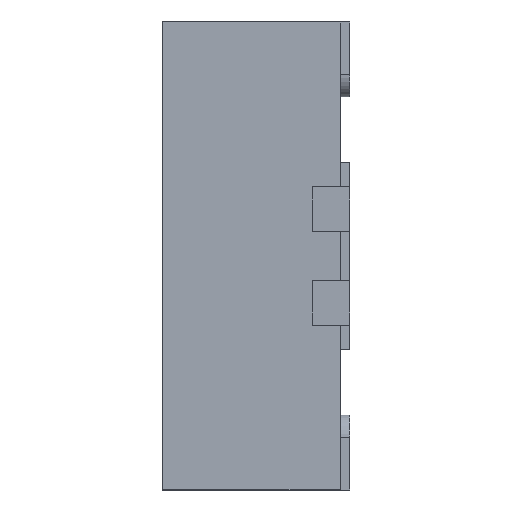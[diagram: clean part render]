
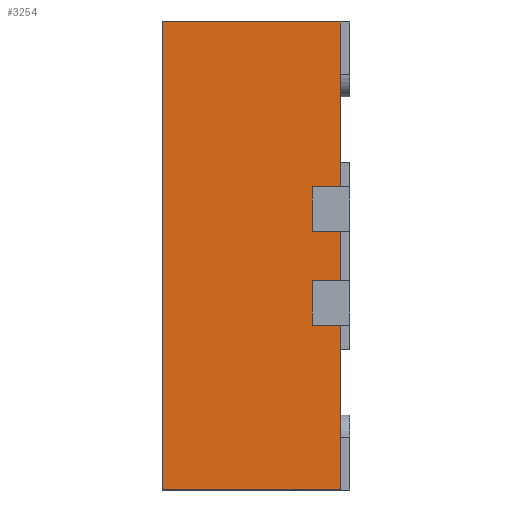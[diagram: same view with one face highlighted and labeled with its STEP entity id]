
A CAD part, left-side view. The second image highlights one B-rep face of the part: STEP entity #3254.
In plain terms, the highlighted planar face has unit normal (-1, 0, 0).
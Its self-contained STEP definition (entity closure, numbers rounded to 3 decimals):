
#111 = ORIENTED_EDGE ( 'NONE', *, *, #4260, .T. ) ;
#150 = PLANE ( 'NONE',  #4963 ) ;
#237 = DIRECTION ( 'NONE',  ( 0., 0., 1. ) ) ;
#423 = FACE_OUTER_BOUND ( 'NONE', #2146, .T. ) ;
#543 = ORIENTED_EDGE ( 'NONE', *, *, #4954, .T. ) ;
#635 = ORIENTED_EDGE ( 'NONE', *, *, #5468, .T. ) ;
#674 = VECTOR ( 'NONE', #5680, 1000. ) ;
#971 = VERTEX_POINT ( 'NONE', #6830 ) ;
#1090 = CARTESIAN_POINT ( 'NONE',  ( -1.75, 0.2, -0.37 ) ) ;
#1124 = VERTEX_POINT ( 'NONE', #3635 ) ;
#1225 = CARTESIAN_POINT ( 'NONE',  ( -1.75, 0.666, -0.13 ) ) ;
#1291 = VERTEX_POINT ( 'NONE', #1090 ) ;
#1385 = VECTOR ( 'NONE', #3777, 1000. ) ;
#1388 = CARTESIAN_POINT ( 'NONE',  ( -1.75, 0.05, 1.25 ) ) ;
#1445 = VERTEX_POINT ( 'NONE', #3528 ) ;
#1462 = VERTEX_POINT ( 'NONE', #4056 ) ;
#1500 = VERTEX_POINT ( 'NONE', #2975 ) ;
#1552 = EDGE_CURVE ( 'NONE', #5571, #3407, #2447, .T. ) ;
#1654 = VECTOR ( 'NONE', #6584, 1000. ) ;
#1717 = LINE ( 'NONE', #1225, #7228 ) ;
#1798 = DIRECTION ( 'NONE',  ( 0., -1., 0. ) ) ;
#1879 = VECTOR ( 'NONE', #3609, 1000. ) ;
#1920 = CARTESIAN_POINT ( 'NONE',  ( -1.75, 0.666, 0.37 ) ) ;
#1995 = LINE ( 'NONE', #2198, #1654 ) ;
#2146 = EDGE_LOOP ( 'NONE', ( #7154, #4153, #5559, #2763, #4903, #5054, #543, #111, #7231, #5511, #3748, #635 ) ) ;
#2198 = CARTESIAN_POINT ( 'NONE',  ( -1.75, 0.666, -0.37 ) ) ;
#2290 = EDGE_CURVE ( 'NONE', #1445, #971, #3194, .T. ) ;
#2324 = LINE ( 'NONE', #6066, #4990 ) ;
#2447 = LINE ( 'NONE', #4174, #6847 ) ;
#2519 = VECTOR ( 'NONE', #237, 1000. ) ;
#2689 = LINE ( 'NONE', #3881, #1385 ) ;
#2706 = EDGE_CURVE ( 'NONE', #1500, #6920, #3491, .T. ) ;
#2763 = ORIENTED_EDGE ( 'NONE', *, *, #6521, .T. ) ;
#2818 = CARTESIAN_POINT ( 'NONE',  ( -1.75, 0.05, 1.25 ) ) ;
#2975 = CARTESIAN_POINT ( 'NONE',  ( -1.75, 0.2, 0.13 ) ) ;
#2980 = CARTESIAN_POINT ( 'NONE',  ( -1.75, 0.2, -0.13 ) ) ;
#3052 = DIRECTION ( 'NONE',  ( 0., 0., 1. ) ) ;
#3194 = LINE ( 'NONE', #1920, #5664 ) ;
#3254 = ADVANCED_FACE ( 'NONE', ( #423 ), #150, .F. ) ;
#3407 = VERTEX_POINT ( 'NONE', #6148 ) ;
#3491 = LINE ( 'NONE', #6003, #5794 ) ;
#3515 = DIRECTION ( 'NONE',  ( 0., 0., -1. ) ) ;
#3528 = CARTESIAN_POINT ( 'NONE',  ( -1.75, 0.2, 0.37 ) ) ;
#3586 = EDGE_CURVE ( 'NONE', #3407, #1462, #4984, .T. ) ;
#3609 = DIRECTION ( 'NONE',  ( 0., 0., 1. ) ) ;
#3635 = CARTESIAN_POINT ( 'NONE',  ( -1.75, 0.05, -0.37 ) ) ;
#3748 = ORIENTED_EDGE ( 'NONE', *, *, #4206, .T. ) ;
#3753 = VERTEX_POINT ( 'NONE', #5502 ) ;
#3777 = DIRECTION ( 'NONE',  ( 0., -1., 0. ) ) ;
#3881 = CARTESIAN_POINT ( 'NONE',  ( -1.75, 6.301, -1.25 ) ) ;
#3941 = CARTESIAN_POINT ( 'NONE',  ( -1.75, 0.05, 0.13 ) ) ;
#4056 = CARTESIAN_POINT ( 'NONE',  ( -1.75, 0.05, 1.25 ) ) ;
#4077 = EDGE_CURVE ( 'NONE', #1291, #1124, #1995, .T. ) ;
#4101 = VERTEX_POINT ( 'NONE', #7200 ) ;
#4153 = ORIENTED_EDGE ( 'NONE', *, *, #4931, .T. ) ;
#4174 = CARTESIAN_POINT ( 'NONE',  ( -1.75, 1., 1.25 ) ) ;
#4206 = EDGE_CURVE ( 'NONE', #3753, #4818, #1717, .T. ) ;
#4215 = DIRECTION ( 'NONE',  ( 0., -1., 0. ) ) ;
#4260 = EDGE_CURVE ( 'NONE', #4101, #1124, #7085, .T. ) ;
#4388 = CARTESIAN_POINT ( 'NONE',  ( -1.75, 0.05, 1.25 ) ) ;
#4602 = CARTESIAN_POINT ( 'NONE',  ( -1.75, 0.05, -0.13 ) ) ;
#4620 = VECTOR ( 'NONE', #6766, 1000. ) ;
#4640 = CARTESIAN_POINT ( 'NONE',  ( -1.75, 6.301, 1.25 ) ) ;
#4818 = VERTEX_POINT ( 'NONE', #4602 ) ;
#4903 = ORIENTED_EDGE ( 'NONE', *, *, #3586, .F. ) ;
#4931 = EDGE_CURVE ( 'NONE', #1500, #1445, #2324, .T. ) ;
#4954 = EDGE_CURVE ( 'NONE', #5571, #4101, #2689, .T. ) ;
#4963 = AXIS2_PLACEMENT_3D ( 'NONE', #4640, #6855, #3515 ) ;
#4967 = LINE ( 'NONE', #2818, #4620 ) ;
#4984 = LINE ( 'NONE', #6118, #674 ) ;
#4990 = VECTOR ( 'NONE', #4992, 1000. ) ;
#4992 = DIRECTION ( 'NONE',  ( 0., 0., 1. ) ) ;
#5054 = ORIENTED_EDGE ( 'NONE', *, *, #1552, .F. ) ;
#5070 = LINE ( 'NONE', #2980, #1879 ) ;
#5265 = EDGE_CURVE ( 'NONE', #1291, #3753, #5070, .T. ) ;
#5468 = EDGE_CURVE ( 'NONE', #4818, #6920, #4967, .T. ) ;
#5502 = CARTESIAN_POINT ( 'NONE',  ( -1.75, 0.2, -0.13 ) ) ;
#5511 = ORIENTED_EDGE ( 'NONE', *, *, #5265, .T. ) ;
#5559 = ORIENTED_EDGE ( 'NONE', *, *, #2290, .T. ) ;
#5571 = VERTEX_POINT ( 'NONE', #5768 ) ;
#5664 = VECTOR ( 'NONE', #4215, 1000. ) ;
#5680 = DIRECTION ( 'NONE',  ( 0., -1., 0. ) ) ;
#5717 = LINE ( 'NONE', #4388, #5892 ) ;
#5768 = CARTESIAN_POINT ( 'NONE',  ( -1.75, 1., -1.25 ) ) ;
#5794 = VECTOR ( 'NONE', #5889, 1000. ) ;
#5889 = DIRECTION ( 'NONE',  ( 0., -1., 0. ) ) ;
#5892 = VECTOR ( 'NONE', #6682, 1000. ) ;
#6003 = CARTESIAN_POINT ( 'NONE',  ( -1.75, 0.666, 0.13 ) ) ;
#6066 = CARTESIAN_POINT ( 'NONE',  ( -1.75, 0.2, 0.37 ) ) ;
#6118 = CARTESIAN_POINT ( 'NONE',  ( -1.75, 6.301, 1.25 ) ) ;
#6148 = CARTESIAN_POINT ( 'NONE',  ( -1.75, 1., 1.25 ) ) ;
#6521 = EDGE_CURVE ( 'NONE', #971, #1462, #5717, .T. ) ;
#6584 = DIRECTION ( 'NONE',  ( 0., -1., 0. ) ) ;
#6682 = DIRECTION ( 'NONE',  ( 0., 0., 1. ) ) ;
#6766 = DIRECTION ( 'NONE',  ( 0., 0., 1. ) ) ;
#6830 = CARTESIAN_POINT ( 'NONE',  ( -1.75, 0.05, 0.37 ) ) ;
#6847 = VECTOR ( 'NONE', #3052, 1000. ) ;
#6855 = DIRECTION ( 'NONE',  ( 1., 0., 0. ) ) ;
#6920 = VERTEX_POINT ( 'NONE', #3941 ) ;
#7085 = LINE ( 'NONE', #1388, #2519 ) ;
#7154 = ORIENTED_EDGE ( 'NONE', *, *, #2706, .F. ) ;
#7200 = CARTESIAN_POINT ( 'NONE',  ( -1.75, 0.05, -1.25 ) ) ;
#7228 = VECTOR ( 'NONE', #1798, 1000. ) ;
#7231 = ORIENTED_EDGE ( 'NONE', *, *, #4077, .F. ) ;
